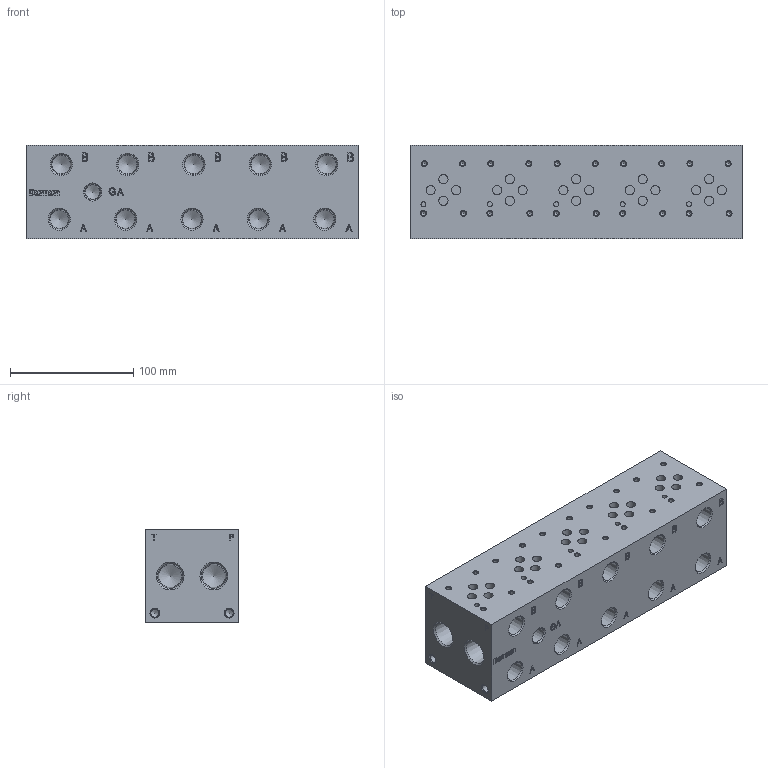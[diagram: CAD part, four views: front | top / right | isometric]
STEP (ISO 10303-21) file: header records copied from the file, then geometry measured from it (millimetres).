
FILE_DESCRIPTION( ( 'STEP AP214' ), ' ' );
FILE_NAME( 'AD03S052P.stp', '2018-07-08T22:09:17', ( '' ), ( '' ), ' ', 'PARTsolutions', ' ' );
FILE_SCHEMA( ( 'AUTOMOTIVE_DESIGN { 1 0 10303 214 1 1 1 1 }' ) );
Length unit declared in the file: inch
Products named in the file (1): _AD03S052P
Bounding box: 269.88 x 76.2 x 76.2 mm (x, y, z)
Volume: 1482113.9 mm3; surface area: 118522 mm2
Topology: 1 solids, 1 shells, 504 faces, 1233 edges, 798 vertices
Faces by surface type: plane 295, cylinder 116, cone 93
Full cylindrical faces by diameter (mm): 3.68 x20, 4.013 x5, 6.411 x4, 7.493 x20
Entity records: 17791 total; most frequent: DIRECTION 2357, CARTESIAN_POINT 2343, ORIENTED_EDGE 2092, EDGE_CURVE 1046, AXIS2_PLACEMENT_3D 806, VERTEX_POINT 792, LINE 745, VECTOR 745
